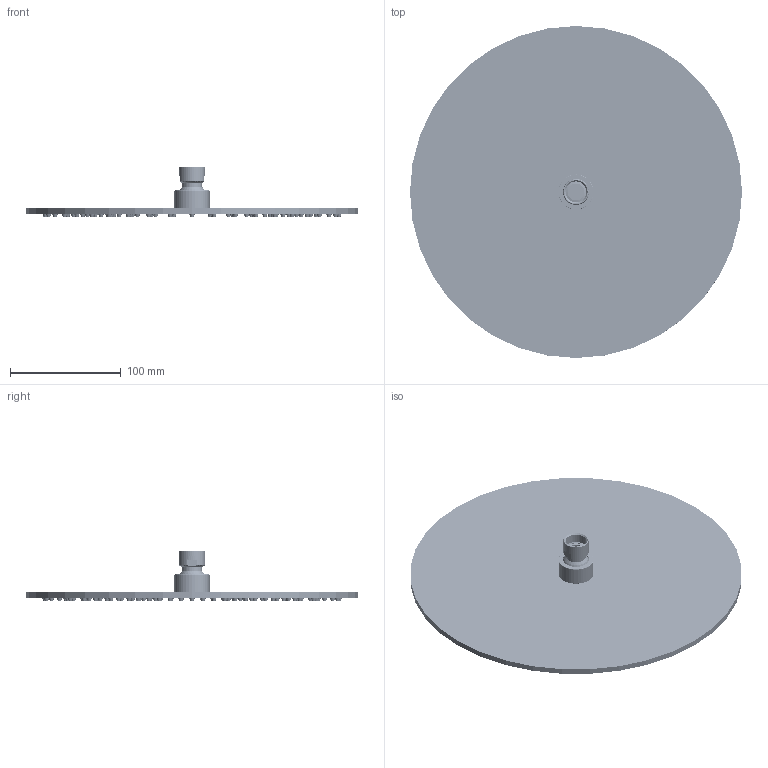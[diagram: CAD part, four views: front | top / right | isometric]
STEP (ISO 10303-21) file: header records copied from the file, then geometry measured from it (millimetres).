
FILE_DESCRIPTION(/* description */ ('Unknown'),/* implementation_level */ '2;1');
FILE_NAME(/* name */ 'AR106',/* time_stamp */ '2017-01-17T16:56:47+01:00',/* author */ ('Unknown'),/* organization */ ('Unknown'),/* preprocessor_version */ 'ST-DEVELOPER v16.7',/* originating_system */ 'DEX',/* authorisation */ $);
FILE_SCHEMA (('AUTOMOTIVE_DESIGN {1 0 10303 214 3 1 1}'));
Length unit declared in the file: millimetre
Products named in the file (9): AR106; GUA02-G-00-_____1; AR106-5; AR106-6; GUA22-G-00-CO_1; AR106-2; AR100-Tett; AR106-1; AR106-3
Assembly tree (175 placements, depth 2):
  AR106
    GUA02-G-00-_____1
    AR106-5
    AR106-6
    GUA22-G-00-CO_1
    AR106-2
    AR100-Tett  x168
    AR106-1
    AR106-3
Bounding box: 300 x 300 x 46.01 mm (x, y, z)
Volume: 224275.4 mm3; surface area: 356212.5 mm2
Topology: 175 solids, 175 shells, 1898 faces, 3370 edges, 2160 vertices
Faces by surface type: cylinder 856, plane 692, torus 174, cone 173, sphere 3
Full cylindrical faces by diameter (mm): 1.3 x168, 2.5 x168, 3.3 x168, 5 x168, 9 x1, 10 x168, 11 x1, 15.2 x1, 15.7 x1, 18 x2, 18.8 x1, 19 x1, 23 x1, 23.8 x1, 26.7 x1, 31.7 x1, 290 x1, 300 x3
Entity records: 8593 total; most frequent: DIRECTION 1602, CARTESIAN_POINT 1238, ORIENTED_EDGE 812, AXIS2_PLACEMENT_3D 798, EDGE_LOOP 784, FACE_BOUND 784, EDGE_CURVE 406, VERTEX_POINT 400
